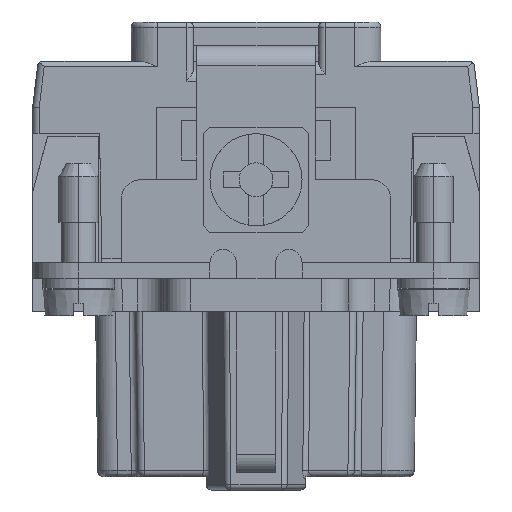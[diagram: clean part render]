
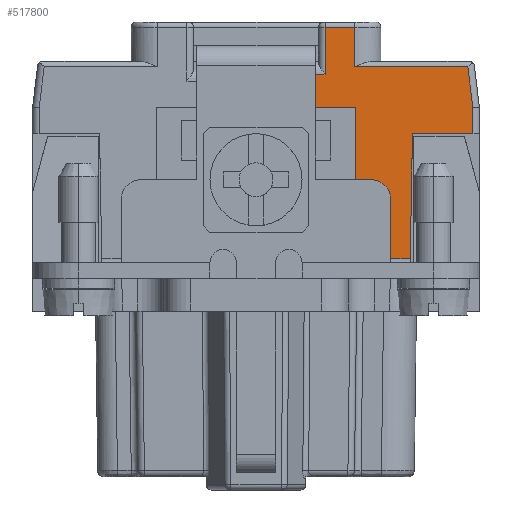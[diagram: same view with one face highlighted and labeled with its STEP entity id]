
A CAD part, left-side view. The second image highlights one B-rep face of the part: STEP entity #517800.
In plain terms, the highlighted planar face has unit normal (-1, 0, 0).
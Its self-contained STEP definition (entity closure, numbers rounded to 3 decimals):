
#10=CARTESIAN_POINT('',(65.396,46.3,-3.003));
#20=DIRECTION('',(-1.,0.,0.));
#30=DIRECTION('',(0.,-1.,0.));
#40=AXIS2_PLACEMENT_3D('',#10,#20,#30);
#50=PLANE('',#40);
#9770=CARTESIAN_POINT('',(65.396,36.849,-3.6));
#9780=VERTEX_POINT('',#9770);
#9810=CARTESIAN_POINT('',(65.396,36.787,0.));
#9820=DIRECTION('',(0.,0.017,-1.));
#9830=VECTOR('',#9820,1.);
#9840=LINE('',#9810,#9830);
#9850=CARTESIAN_POINT('',(65.396,36.684,5.9));
#9860=VERTEX_POINT('',#9850);
#9870=EDGE_CURVE('',#9860,#9780,#9840,.T.);
#140300=CARTESIAN_POINT('',(65.396,40.984,2.4)
);
#140310=VERTEX_POINT('',#140300);
#140630=CARTESIAN_POINT('',(65.396,40.984,7.9));
#140640=VERTEX_POINT('',#140630);
#140670=CARTESIAN_POINT('',(65.396,40.984,0.));
#140680=DIRECTION('',(0.,0.,1.));
#140690=VECTOR('',#140680,1.);
#140700=LINE('',#140670,#140690);
#140710=EDGE_CURVE('',#140310,#140640,#140700,.T.);
#251660=CARTESIAN_POINT('',(65.396,0.,5.9));
#251670=DIRECTION('',(0.,1.,0.));
#251680=VECTOR('',#251670,1.);
#251690=LINE('',#251660,#251680);
#251700=CARTESIAN_POINT('',(65.396,32.084,5.9));
#251710=VERTEX_POINT('',#251700);
#251720=EDGE_CURVE('',#251710,#9860,#251690,.T.);
#261870=CARTESIAN_POINT('',(65.396,32.084,0.));
#261880=DIRECTION('',(0.,0.,1.));
#261890=VECTOR('',#261880,1.);
#261900=LINE('',#261870,#261890);
#261910=CARTESIAN_POINT('',(65.396,32.084,7.9));
#261920=VERTEX_POINT('',#261910);
#261930=EDGE_CURVE('',#251710,#261920,#261900,.T.);
#363190=CARTESIAN_POINT('',(65.396,0.,7.9));
#363200=DIRECTION('',(0.,1.,0.));
#363210=VECTOR('',#363200,1.);
#363220=LINE('',#363190,#363210);
#363230=CARTESIAN_POINT('',(65.396,32.087,7.9));
#363240=VERTEX_POINT('',#363230);
#363250=EDGE_CURVE('',#261920,#363240,#363220,.T.);
#373360=CARTESIAN_POINT('',(65.396,41.084,14.));
#373370=VERTEX_POINT('',#373360);
#373400=CARTESIAN_POINT('',(65.396,71.784,14.));
#373410=DIRECTION('',(0.,-1.,0.));
#373420=VECTOR('',#373410,1.);
#373430=LINE('',#373400,#373420);
#373440=CARTESIAN_POINT('',(65.396,43.334,14.));
#373450=VERTEX_POINT('',#373440);
#373460=EDGE_CURVE('',#373450,#373370,#373430,.T.);
#374700=CARTESIAN_POINT('',(65.396,86.472,
7.9));
#374710=DIRECTION('',(0.,-1.,0.));
#374720=VECTOR('',#374710,1.);
#374730=LINE('',#374700,#374720);
#374740=CARTESIAN_POINT('',(65.396,44.084,7.9));
#374750=VERTEX_POINT('',#374740);
#374760=EDGE_CURVE('',#374750,#140640,#374730,.T.);
#380150=CARTESIAN_POINT('',(65.396,32.468,11.));
#380160=VERTEX_POINT('',#380150);
#380510=CARTESIAN_POINT('',(65.396,32.394,10.4));
#380520=DIRECTION('',(0.,0.122,
0.993));
#380530=VECTOR('',#380520,1.);
#380540=LINE('',#380510,#380530);
#380550=EDGE_CURVE('',#363240,#380160,#380540,.T.);
#381460=CARTESIAN_POINT('',(65.396,41.084,11.));
#381470=VERTEX_POINT('',#381460);
#381500=CARTESIAN_POINT('',(65.396,41.084,10.4));
#381510=DIRECTION('',(0.,0.,1.));
#381520=VECTOR('',#381510,1.);
#381530=LINE('',#381500,#381520);
#381540=EDGE_CURVE('',#381470,#373370,#381530,.T.);
#381760=CARTESIAN_POINT('',(65.396,71.784,11.));
#381770=DIRECTION('',(0.,-1.,0.));
#381780=VECTOR('',#381770,1.);
#381790=LINE('',#381760,#381780);
#381800=EDGE_CURVE('',#381470,#380160,#381790,.T.);
#403300=CARTESIAN_POINT('',(65.396,43.334,10.4));
#403310=DIRECTION('',(0.,0.,1.));
#403320=VECTOR('',#403310,1.);
#403330=LINE('',#403300,#403320);
#403340=CARTESIAN_POINT('',(65.396,43.334,
10.4));
#403350=VERTEX_POINT('',#403340);
#403360=EDGE_CURVE('',#403350,#373450,#403330,.T.);
#478170=CARTESIAN_POINT('',(65.396,0.,10.4));
#478180=DIRECTION('',(0.,1.,0.));
#478190=VECTOR('',#478180,1.);
#478200=LINE('',#478170,#478190);
#478210=CARTESIAN_POINT('',(65.396,44.084,10.4)
);
#478220=VERTEX_POINT('',#478210);
#478230=EDGE_CURVE('',#403350,#478220,#478200,.T.);
#517290=CARTESIAN_POINT('',(65.396,39.834,0.9)
);
#517300=DIRECTION('',(-1.,0.,0.));
#517310=DIRECTION('',(0.,-1.,0.));
#517320=AXIS2_PLACEMENT_3D('',#517290,#517300,#517310);
#517330=CIRCLE('',#517320,1.5);
#517340=CARTESIAN_POINT('',(65.396,38.334,0.9)
);
#517350=VERTEX_POINT('',#517340);
#517360=CARTESIAN_POINT('',(65.396,39.834,2.4)
);
#517370=VERTEX_POINT('',#517360);
#517380=EDGE_CURVE('',#517350,#517370,#517330,.T.);
#517390=ORIENTED_EDGE('',*,*,#517380,.F.);
#517400=CARTESIAN_POINT('',(65.396,0.,2.4));
#517410=DIRECTION('',(0.,1.,0.));
#517420=VECTOR('',#517410,1.);
#517430=LINE('',#517400,#517420);
#517440=EDGE_CURVE('',#517370,#140310,#517430,.T.);
#517450=ORIENTED_EDGE('',*,*,#517440,.F.);
#517460=ORIENTED_EDGE('',*,*,#140710,.F.);
#517470=ORIENTED_EDGE('',*,*,#374760,.T.);
#517480=CARTESIAN_POINT('',(65.396,44.084,0.));
#517490=DIRECTION('',(0.,0.,1.));
#517500=VECTOR('',#517490,1.);
#517510=LINE('',#517480,#517500);
#517520=EDGE_CURVE('',#374750,#478220,#517510,.T.);
#517530=ORIENTED_EDGE('',*,*,#517520,.F.);
#517540=ORIENTED_EDGE('',*,*,#478230,.T.);
#517550=ORIENTED_EDGE('',*,*,#403360,.F.);
#517560=ORIENTED_EDGE('',*,*,#373460,.F.);
#517570=ORIENTED_EDGE('',*,*,#381540,.T.);
#517580=ORIENTED_EDGE('',*,*,#381800,.F.);
#517590=ORIENTED_EDGE('',*,*,#380550,.T.);
#517600=ORIENTED_EDGE('',*,*,#363250,.T.);
#517610=ORIENTED_EDGE('',*,*,#261930,.T.);
#517620=ORIENTED_EDGE('',*,*,#251720,.F.);
#517630=ORIENTED_EDGE('',*,*,#9870,.F.);
#517640=CARTESIAN_POINT('',(65.396,46.3,-3.6));
#517650=DIRECTION('',(0.,-1.,0.));
#517660=VECTOR('',#517650,1.);
#517670=LINE('',#517640,#517660);
#517680=CARTESIAN_POINT('',(65.396,38.334,-3.6));
#517690=VERTEX_POINT('',#517680);
#517700=EDGE_CURVE('',#517690,#9780,#517670,.T.);
#517710=ORIENTED_EDGE('',*,*,#517700,.T.);
#517720=CARTESIAN_POINT('',(65.396,38.334,0.));
#517730=DIRECTION('',(0.,0.,1.));
#517740=VECTOR('',#517730,1.);
#517750=LINE('',#517720,#517740);
#517760=EDGE_CURVE('',#517690,#517350,#517750,.T.);
#517770=ORIENTED_EDGE('',*,*,#517760,.F.);
#517780=EDGE_LOOP('',(#517770,#517710,#517630,#517620,#517610,#517600,
#517590,#517580,#517570,#517560,#517550,#517540,#517530,#517470,#517460,
#517450,#517390));
#517790=FACE_OUTER_BOUND('',#517780,.T.);
#517800=ADVANCED_FACE('',(#517790),#50,.T.);
